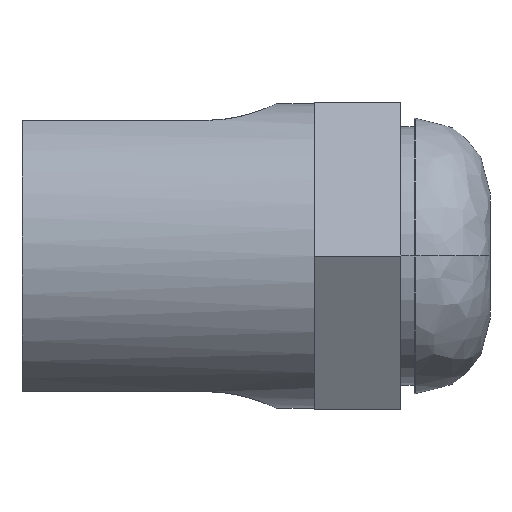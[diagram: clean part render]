
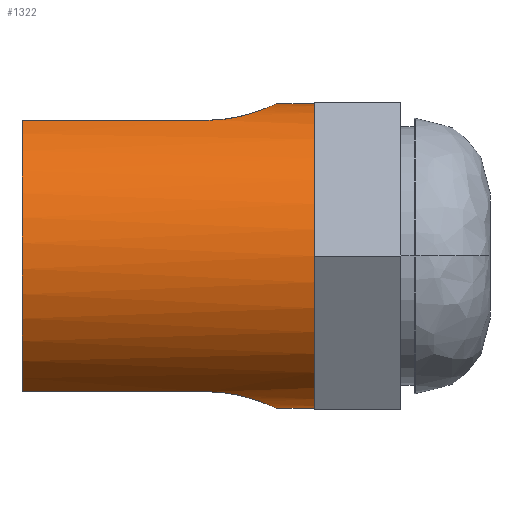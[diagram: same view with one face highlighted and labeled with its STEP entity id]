
A CAD part, left-side view. The second image highlights one B-rep face of the part: STEP entity #1322.
In plain terms, the highlighted cylindrical face has radius 8.85 mm (diameter 17.7 mm), a partial arc.
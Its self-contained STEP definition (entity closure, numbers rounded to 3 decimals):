
#12 = CARTESIAN_POINT ( 'NONE',  ( -3.176, 8.754, 8.262 ) ) ;
#19 = CARTESIAN_POINT ( 'NONE',  ( -2.646, 8.189, -8.447 ) ) ;
#195 = CARTESIAN_POINT ( 'NONE',  ( -3.59, 9.416, 8.09 ) ) ;
#196 = CARTESIAN_POINT ( 'NONE',  ( -4., 10.932, -7.894 ) ) ;
#202 = CARTESIAN_POINT ( 'NONE',  ( -2.012, 7.733, -8.621 ) ) ;
#229 = CARTESIAN_POINT ( 'NONE',  ( -4., 22., -7.894 ) ) ;
#272 = CARTESIAN_POINT ( 'NONE',  ( 0., 22., -8.85 ) ) ;
#278 = VECTOR ( 'NONE', #1992, 1000. ) ;
#315 = ORIENTED_EDGE ( 'NONE', *, *, #892, .F. ) ;
#321 = VERTEX_POINT ( 'NONE', #527 ) ;
#343 = AXIS2_PLACEMENT_3D ( 'NONE', #389, #1621, #569 ) ;
#347 = VERTEX_POINT ( 'NONE', #723 ) ;
#370 = ORIENTED_EDGE ( 'NONE', *, *, #820, .T. ) ;
#378 = CARTESIAN_POINT ( 'NONE',  ( -0.265, 7.2, 8.85 ) ) ;
#379 = EDGE_CURVE ( 'NONE', #1476, #848, #1624, .T. ) ;
#387 = CARTESIAN_POINT ( 'NONE',  ( -3.867, 10.145, 7.96 ) ) ;
#389 = CARTESIAN_POINT ( 'NONE',  ( 0., 22., 0. ) ) ;
#394 = CARTESIAN_POINT ( 'NONE',  ( -1.302, 7.409, -8.757 ) ) ;
#401 = EDGE_CURVE ( 'NONE', #1530, #921, #1433, .T. ) ;
#429 = CARTESIAN_POINT ( 'NONE',  ( 0., 22., 8.85 ) ) ;
#472 = LINE ( 'NONE', #272, #2295 ) ;
#482 = ORIENTED_EDGE ( 'NONE', *, *, #607, .T. ) ;
#527 = CARTESIAN_POINT ( 'NONE',  ( 0., 7.2, -8.85 ) ) ;
#554 = DIRECTION ( 'NONE',  ( 0., 0., -1. ) ) ;
#562 = CARTESIAN_POINT ( 'NONE',  ( -1.049, 7.331, 8.791 ) ) ;
#566 = CARTESIAN_POINT ( 'NONE',  ( 0., 5., -8.85 ) ) ;
#567 = CARTESIAN_POINT ( 'NONE',  ( -4., 10.932, 7.894 ) ) ;
#568 = CARTESIAN_POINT ( 'NONE',  ( -3.973, 10.669, -7.908 ) ) ;
#569 = DIRECTION ( 'NONE',  ( 0., 0., 1. ) ) ;
#575 = CARTESIAN_POINT ( 'NONE',  ( -0.528, 7.226, -8.838 ) ) ;
#588 = CARTESIAN_POINT ( 'NONE',  ( -4., 22., 7.894 ) ) ;
#589 = VECTOR ( 'NONE', #1834, 1000. ) ;
#607 = EDGE_CURVE ( 'NONE', #2084, #888, #1658, .T. ) ;
#649 = LINE ( 'NONE', #429, #589 ) ;
#691 = CARTESIAN_POINT ( 'NONE',  ( -4., 22., -7.894 ) ) ;
#723 = CARTESIAN_POINT ( 'NONE',  ( -4., 22., 7.894 ) ) ;
#736 = DIRECTION ( 'NONE',  ( 0., 1., 0. ) ) ;
#741 = CARTESIAN_POINT ( 'NONE',  ( -1.788, 7.612, 8.671 ) ) ;
#743 = EDGE_CURVE ( 'NONE', #2084, #347, #937, .T. ) ;
#747 = CARTESIAN_POINT ( 'NONE',  ( -3.791, 9.897, -7.998 ) ) ;
#756 = CARTESIAN_POINT ( 'NONE',  ( 0., 7.2, -8.85 ) ) ;
#757 = LINE ( 'NONE', #588, #278 ) ;
#778 = CYLINDRICAL_SURFACE ( 'NONE', #1378, 8.85 ) ;
#797 = ORIENTED_EDGE ( 'NONE', *, *, #401, .T. ) ;
#820 = EDGE_CURVE ( 'NONE', #921, #347, #757, .T. ) ;
#848 = VERTEX_POINT ( 'NONE', #960 ) ;
#888 = VERTEX_POINT ( 'NONE', #1294 ) ;
#892 = EDGE_CURVE ( 'NONE', #1530, #848, #649, .T. ) ;
#914 = ORIENTED_EDGE ( 'NONE', *, *, #743, .F. ) ;
#921 = VERTEX_POINT ( 'NONE', #1313 ) ;
#932 = CARTESIAN_POINT ( 'NONE',  ( -2.446, 8.025, 8.508 ) ) ;
#937 = CIRCLE ( 'NONE', #343, 8.85 ) ;
#939 = CARTESIAN_POINT ( 'NONE',  ( -3.466, 9.186, -8.145 ) ) ;
#952 = AXIS2_PLACEMENT_3D ( 'NONE', #1777, #736, #1958 ) ;
#960 = CARTESIAN_POINT ( 'NONE',  ( 0., 5., 8.85 ) ) ;
#968 = EDGE_CURVE ( 'NONE', #321, #1476, #472, .T. ) ;
#1024 = ORIENTED_EDGE ( 'NONE', *, *, #968, .T. ) ;
#1100 = CARTESIAN_POINT ( 'NONE',  ( -3.013, 8.556, 8.324 ) ) ;
#1105 = CARTESIAN_POINT ( 'NONE',  ( -3.01, 8.553, -8.325 ) ) ;
#1116 = FACE_OUTER_BOUND ( 'NONE', #1856, .T. ) ;
#1260 = CARTESIAN_POINT ( 'NONE',  ( -3.465, 9.185, 8.145 ) ) ;
#1270 = CARTESIAN_POINT ( 'NONE',  ( -2.445, 8.024, -8.508 ) ) ;
#1294 = CARTESIAN_POINT ( 'NONE',  ( -4., 11.2, -7.894 ) ) ;
#1313 = CARTESIAN_POINT ( 'NONE',  ( -4., 11.2, 7.894 ) ) ;
#1322 = ADVANCED_FACE ( 'NONE', ( #1116 ), #778, .T. ) ;
#1378 = AXIS2_PLACEMENT_3D ( 'NONE', #1775, #1606, #554 ) ;
#1433 = B_SPLINE_CURVE_WITH_KNOTS ( 'NONE', 3,
 ( #1447, #378, #1612, #562, #1786, #741, #1965, #932, #2141, #1100, #12, #1260, #195, #1452, #387, #1620, #567, #1792 ),
 .UNSPECIFIED., .F., .F.,
 ( 4, 2, 2, 2, 2, 2, 2, 2, 4 ),
 ( 0.006, 0.007, 0.008, 0.009, 0.01, 0.01, 0.011, 0.012, 0.013 ),
 .UNSPECIFIED. ) ;
#1447 = CARTESIAN_POINT ( 'NONE',  ( 0., 7.2, 8.85 ) ) ;
#1448 = CARTESIAN_POINT ( 'NONE',  ( -4., 11.2, -7.894 ) ) ;
#1452 = CARTESIAN_POINT ( 'NONE',  ( -3.79, 9.895, 7.998 ) ) ;
#1459 = CARTESIAN_POINT ( 'NONE',  ( -1.783, 7.61, -8.672 ) ) ;
#1476 = VERTEX_POINT ( 'NONE', #566 ) ;
#1484 = ORIENTED_EDGE ( 'NONE', *, *, #379, .T. ) ;
#1530 = VERTEX_POINT ( 'NONE', #2164 ) ;
#1606 = DIRECTION ( 'NONE',  ( 0., -1., 0. ) ) ;
#1610 = VECTOR ( 'NONE', #1731, 1000. ) ;
#1612 = CARTESIAN_POINT ( 'NONE',  ( -0.533, 7.227, 8.838 ) ) ;
#1620 = CARTESIAN_POINT ( 'NONE',  ( -3.973, 10.667, 7.908 ) ) ;
#1621 = DIRECTION ( 'NONE',  ( 0., 1., 0. ) ) ;
#1624 = CIRCLE ( 'NONE', #952, 8.85 ) ;
#1627 = CARTESIAN_POINT ( 'NONE',  ( -1.046, 7.33, -8.792 ) ) ;
#1658 = LINE ( 'NONE', #691, #1610 ) ;
#1731 = DIRECTION ( 'NONE',  ( 0., -1., 0. ) ) ;
#1775 = CARTESIAN_POINT ( 'NONE',  ( 0., 22., 0. ) ) ;
#1777 = CARTESIAN_POINT ( 'NONE',  ( 0., 5., 0. ) ) ;
#1786 = CARTESIAN_POINT ( 'NONE',  ( -1.302, 7.409, 8.757 ) ) ;
#1792 = CARTESIAN_POINT ( 'NONE',  ( -4., 11.2, 7.894 ) ) ;
#1793 = CARTESIAN_POINT ( 'NONE',  ( -3.869, 10.152, -7.96 ) ) ;
#1802 = CARTESIAN_POINT ( 'NONE',  ( -0.265, 7.2, -8.85 ) ) ;
#1831 = B_SPLINE_CURVE_WITH_KNOTS ( 'NONE', 3,
 ( #1448, #196, #568, #1793, #747, #1969, #939, #2149, #1105, #19, #1270, #202, #1459, #394, #1627, #575, #1802, #756 ),
 .UNSPECIFIED., .F., .F.,
 ( 4, 2, 2, 2, 2, 2, 2, 2, 4 ),
 ( 0., 0.001, 0.002, 0.002, 0.003, 0.004, 0.005, 0.006, 0.006 ),
 .UNSPECIFIED. ) ;
#1834 = DIRECTION ( 'NONE',  ( 0., -1., 0. ) ) ;
#1856 = EDGE_LOOP ( 'NONE', ( #315, #797, #370, #914, #482, #2269, #1024, #1484 ) ) ;
#1866 = EDGE_CURVE ( 'NONE', #888, #321, #1831, .T. ) ;
#1958 = DIRECTION ( 'NONE',  ( 0., 0., 1. ) ) ;
#1965 = CARTESIAN_POINT ( 'NONE',  ( -2.016, 7.736, 8.62 ) ) ;
#1969 = CARTESIAN_POINT ( 'NONE',  ( -3.589, 9.414, -8.09 ) ) ;
#1992 = DIRECTION ( 'NONE',  ( 0., 1., 0. ) ) ;
#2084 = VERTEX_POINT ( 'NONE', #229 ) ;
#2141 = CARTESIAN_POINT ( 'NONE',  ( -2.649, 8.192, 8.446 ) ) ;
#2149 = CARTESIAN_POINT ( 'NONE',  ( -3.176, 8.754, -8.262 ) ) ;
#2164 = CARTESIAN_POINT ( 'NONE',  ( 0., 7.2, 8.85 ) ) ;
#2228 = DIRECTION ( 'NONE',  ( 0., -1., 0. ) ) ;
#2269 = ORIENTED_EDGE ( 'NONE', *, *, #1866, .T. ) ;
#2295 = VECTOR ( 'NONE', #2228, 1000. ) ;
